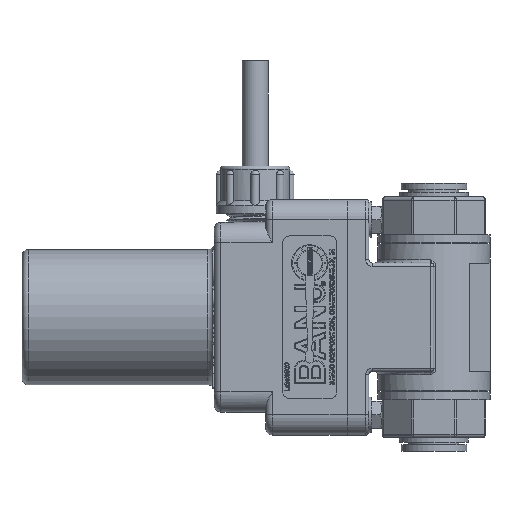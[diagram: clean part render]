
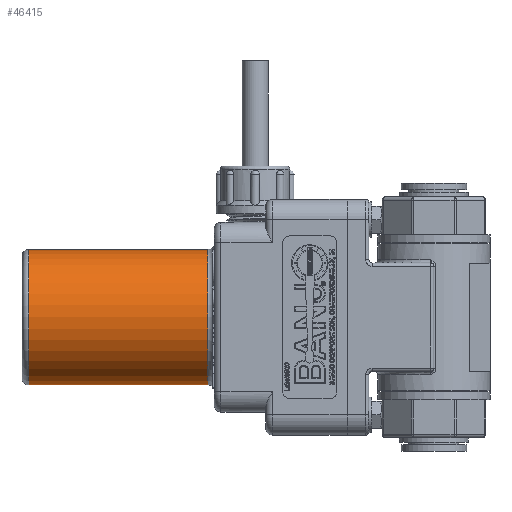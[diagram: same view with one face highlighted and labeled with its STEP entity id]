
A CAD part, left-side view. The second image highlights one B-rep face of the part: STEP entity #46415.
In plain terms, the highlighted cylindrical face has radius 15.875 mm (diameter 31.75 mm), a partial arc.
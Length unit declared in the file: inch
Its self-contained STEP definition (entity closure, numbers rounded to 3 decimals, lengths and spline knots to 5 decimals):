
#4947=LINE('',#75582,#9010);
#4955=LINE('',#75616,#9018);
#9010=VECTOR('',#58400,0.3937);
#9018=VECTOR('',#58448,0.3937);
#11775=CYLINDRICAL_SURFACE('',#50652,0.625);
#13209=FACE_OUTER_BOUND('',#15987,.T.);
#15987=EDGE_LOOP('',(#37204,#37205,#37206,#37207));
#19576=CIRCLE('',#50618,0.625);
#19586=CIRCLE('',#50640,0.625);
#22101=VERTEX_POINT('',#75549);
#22102=VERTEX_POINT('',#75553);
#22109=VERTEX_POINT('',#75581);
#22113=VERTEX_POINT('',#75597);
#27531=EDGE_CURVE('',#22102,#22101,#19576,.T.);
#27544=EDGE_CURVE('',#22109,#22101,#4947,.T.);
#27551=EDGE_CURVE('',#22109,#22113,#19586,.T.);
#27561=EDGE_CURVE('',#22113,#22102,#4955,.T.);
#37204=ORIENTED_EDGE('',*,*,#27531,.F.);
#37205=ORIENTED_EDGE('',*,*,#27561,.F.);
#37206=ORIENTED_EDGE('',*,*,#27551,.F.);
#37207=ORIENTED_EDGE('',*,*,#27544,.T.);
#46415=ADVANCED_FACE('',(#13209),#11775,.T.);
#50618=AXIS2_PLACEMENT_3D('',#75555,#58366,#58367);
#50640=AXIS2_PLACEMENT_3D('',#75598,#58420,#58421);
#50652=AXIS2_PLACEMENT_3D('',#75617,#58449,#58450);
#58366=DIRECTION('center_axis',(0.,1.,0.));
#58367=DIRECTION('ref_axis',(-1.,0.,0.));
#58400=DIRECTION('',(0.,1.,0.));
#58420=DIRECTION('center_axis',(0.,-1.,0.));
#58421=DIRECTION('ref_axis',(-1.,0.,0.));
#58448=DIRECTION('',(0.,1.,0.));
#58449=DIRECTION('center_axis',(0.,1.,0.));
#58450=DIRECTION('ref_axis',(0.,0.,1.));
#75549=CARTESIAN_POINT('',(0.,1.715,0.625));
#75553=CARTESIAN_POINT('',(0.,1.715,-0.625));
#75555=CARTESIAN_POINT('Origin',(0.,1.715,0.));
#75581=CARTESIAN_POINT('',(0.,0.06,0.625));
#75582=CARTESIAN_POINT('',(0.,0.,0.625));
#75597=CARTESIAN_POINT('',(0.,0.06,-0.625));
#75598=CARTESIAN_POINT('Origin',(0.,0.06,0.));
#75616=CARTESIAN_POINT('',(0.,0.,-0.625));
#75617=CARTESIAN_POINT('Origin',(0.,0.,0.));
